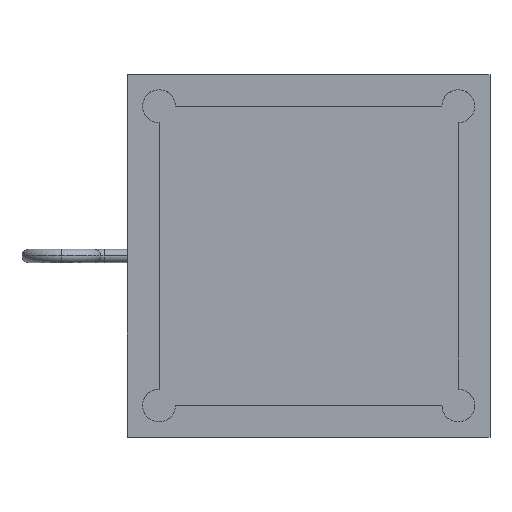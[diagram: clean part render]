
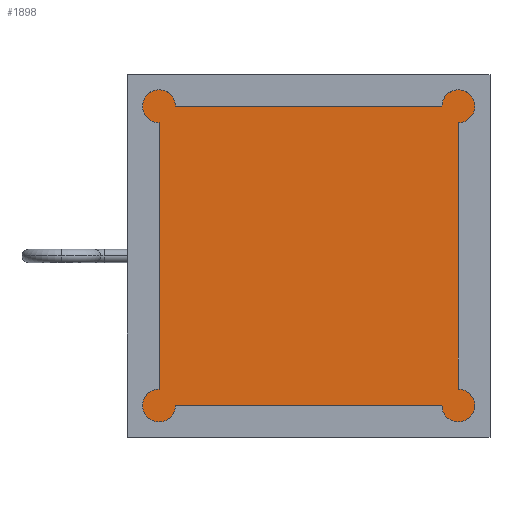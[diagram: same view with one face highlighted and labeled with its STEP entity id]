
A CAD part, top view. The second image highlights one B-rep face of the part: STEP entity #1898.
In plain terms, the highlighted planar face has unit normal (0, 0, 1).
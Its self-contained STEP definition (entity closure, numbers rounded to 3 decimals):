
#68 = CARTESIAN_POINT ( 'NONE',  ( 22.7, 22.7, 12. ) ) ;
#104 = ORIENTED_EDGE ( 'NONE', *, *, #4154, .T. ) ;
#120 = DIRECTION ( 'NONE',  ( 1., 0., 0. ) ) ;
#123 = AXIS2_PLACEMENT_3D ( 'NONE', #5993, #3195, #5287 ) ;
#150 = EDGE_CURVE ( 'NONE', #5056, #6989, #1981, .T. ) ;
#178 = DIRECTION ( 'NONE',  ( 1., 0., 0. ) ) ;
#240 = VERTEX_POINT ( 'NONE', #5527 ) ;
#299 = LINE ( 'NONE', #4782, #2930 ) ;
#312 = VERTEX_POINT ( 'NONE', #5745 ) ;
#336 = DIRECTION ( 'NONE',  ( 1., 0., 0. ) ) ;
#417 = EDGE_CURVE ( 'NONE', #312, #6206, #4826, .T. ) ;
#422 = EDGE_CURVE ( 'NONE', #312, #240, #3889, .T. ) ;
#448 = CARTESIAN_POINT ( 'NONE',  ( 25.2, -22.7, 12. ) ) ;
#628 = DIRECTION ( 'NONE',  ( 0., 0., 1. ) ) ;
#714 = ORIENTED_EDGE ( 'NONE', *, *, #3382, .F. ) ;
#747 = DIRECTION ( 'NONE',  ( 0., 0., 1. ) ) ;
#761 = CARTESIAN_POINT ( 'NONE',  ( 0., -22.7, 12. ) ) ;
#789 = CARTESIAN_POINT ( 'NONE',  ( 25.2, 22.7, 12. ) ) ;
#862 = CARTESIAN_POINT ( 'NONE',  ( 22.7, -20.2, 12. ) ) ;
#1062 = FACE_OUTER_BOUND ( 'NONE', #6858, .T. ) ;
#1099 = DIRECTION ( 'NONE',  ( 1., 0., 0. ) ) ;
#1154 = VERTEX_POINT ( 'NONE', #7265 ) ;
#1181 = CIRCLE ( 'NONE', #5416, 2.5 ) ;
#1390 = AXIS2_PLACEMENT_3D ( 'NONE', #4994, #1683, #6145 ) ;
#1637 = VECTOR ( 'NONE', #3890, 1000. ) ;
#1683 = DIRECTION ( 'NONE',  ( 0., 0., 1. ) ) ;
#1688 = CARTESIAN_POINT ( 'NONE',  ( 20.2, 22.7, 12. ) ) ;
#1898 = ADVANCED_FACE ( 'NONE', ( #1062 ), #5032, .T. ) ;
#1981 = CIRCLE ( 'NONE', #6472, 2.5 ) ;
#2013 = VECTOR ( 'NONE', #4101, 1000. ) ;
#2212 = EDGE_CURVE ( 'NONE', #240, #5056, #2891, .T. ) ;
#2276 = DIRECTION ( 'NONE',  ( 0., 0., 1. ) ) ;
#2449 = CARTESIAN_POINT ( 'NONE',  ( 22.7, 22.7, 12. ) ) ;
#2769 = ORIENTED_EDGE ( 'NONE', *, *, #417, .F. ) ;
#2891 = LINE ( 'NONE', #761, #2013 ) ;
#2892 = DIRECTION ( 'NONE',  ( 0., 0., 1. ) ) ;
#2930 = VECTOR ( 'NONE', #336, 1000. ) ;
#2974 = EDGE_CURVE ( 'NONE', #6989, #6188, #6923, .T. ) ;
#3049 = CIRCLE ( 'NONE', #4354, 2.5 ) ;
#3073 = ORIENTED_EDGE ( 'NONE', *, *, #5136, .T. ) ;
#3137 = CARTESIAN_POINT ( 'NONE',  ( -22.7, 20.2, 12. ) ) ;
#3195 = DIRECTION ( 'NONE',  ( 0., 0., 1. ) ) ;
#3305 = CARTESIAN_POINT ( 'NONE',  ( 0., 0., 12. ) ) ;
#3382 = EDGE_CURVE ( 'NONE', #1154, #4358, #299, .T. ) ;
#3393 = CARTESIAN_POINT ( 'NONE',  ( 22.7, -22.7, 12. ) ) ;
#3439 = ORIENTED_EDGE ( 'NONE', *, *, #422, .T. ) ;
#3440 = ORIENTED_EDGE ( 'NONE', *, *, #2212, .T. ) ;
#3477 = CARTESIAN_POINT ( 'NONE',  ( 22.7, 20.2, 12. ) ) ;
#3534 = VECTOR ( 'NONE', #4902, 1000. ) ;
#3851 = ORIENTED_EDGE ( 'NONE', *, *, #2974, .T. ) ;
#3889 = CIRCLE ( 'NONE', #1390, 2.5 ) ;
#3890 = DIRECTION ( 'NONE',  ( 0., 1., 0. ) ) ;
#3945 = DIRECTION ( 'NONE',  ( 0., 0., 1. ) ) ;
#4101 = DIRECTION ( 'NONE',  ( 1., 0., 0. ) ) ;
#4154 = EDGE_CURVE ( 'NONE', #1154, #6206, #5766, .T. ) ;
#4224 = AXIS2_PLACEMENT_3D ( 'NONE', #4423, #747, #120 ) ;
#4237 = AXIS2_PLACEMENT_3D ( 'NONE', #3305, #2276, #1099 ) ;
#4312 = LINE ( 'NONE', #7034, #3534 ) ;
#4354 = AXIS2_PLACEMENT_3D ( 'NONE', #68, #2892, #6840 ) ;
#4358 = VERTEX_POINT ( 'NONE', #1688 ) ;
#4423 = CARTESIAN_POINT ( 'NONE',  ( 22.7, -22.7, 12. ) ) ;
#4464 = ORIENTED_EDGE ( 'NONE', *, *, #4820, .T. ) ;
#4656 = CARTESIAN_POINT ( 'NONE',  ( 20.2, -22.7, 12. ) ) ;
#4782 = CARTESIAN_POINT ( 'NONE',  ( 0., 22.7, 12. ) ) ;
#4820 = EDGE_CURVE ( 'NONE', #6188, #6738, #4312, .T. ) ;
#4826 = LINE ( 'NONE', #6289, #1637 ) ;
#4902 = DIRECTION ( 'NONE',  ( 0., 1., 0. ) ) ;
#4994 = CARTESIAN_POINT ( 'NONE',  ( -22.7, -22.7, 12. ) ) ;
#5032 = PLANE ( 'NONE',  #4237 ) ;
#5045 = EDGE_CURVE ( 'NONE', #6738, #6410, #1181, .T. ) ;
#5056 = VERTEX_POINT ( 'NONE', #4656 ) ;
#5136 = EDGE_CURVE ( 'NONE', #6410, #4358, #3049, .T. ) ;
#5287 = DIRECTION ( 'NONE',  ( 1., 0., 0. ) ) ;
#5416 = AXIS2_PLACEMENT_3D ( 'NONE', #2449, #628, #178 ) ;
#5476 = ORIENTED_EDGE ( 'NONE', *, *, #5045, .T. ) ;
#5527 = CARTESIAN_POINT ( 'NONE',  ( -20.2, -22.7, 12. ) ) ;
#5745 = CARTESIAN_POINT ( 'NONE',  ( -22.7, -20.2, 12. ) ) ;
#5766 = CIRCLE ( 'NONE', #123, 2.5 ) ;
#5993 = CARTESIAN_POINT ( 'NONE',  ( -22.7, 22.7, 12. ) ) ;
#6145 = DIRECTION ( 'NONE',  ( 1., 0., 0. ) ) ;
#6163 = DIRECTION ( 'NONE',  ( 1., 0., 0. ) ) ;
#6188 = VERTEX_POINT ( 'NONE', #862 ) ;
#6206 = VERTEX_POINT ( 'NONE', #3137 ) ;
#6289 = CARTESIAN_POINT ( 'NONE',  ( -22.7, 0., 12. ) ) ;
#6410 = VERTEX_POINT ( 'NONE', #789 ) ;
#6472 = AXIS2_PLACEMENT_3D ( 'NONE', #3393, #3945, #6163 ) ;
#6738 = VERTEX_POINT ( 'NONE', #3477 ) ;
#6789 = ORIENTED_EDGE ( 'NONE', *, *, #150, .T. ) ;
#6840 = DIRECTION ( 'NONE',  ( 1., 0., 0. ) ) ;
#6858 = EDGE_LOOP ( 'NONE', ( #3439, #3440, #6789, #3851, #4464, #5476, #3073, #714, #104, #2769 ) ) ;
#6923 = CIRCLE ( 'NONE', #4224, 2.5 ) ;
#6989 = VERTEX_POINT ( 'NONE', #448 ) ;
#7034 = CARTESIAN_POINT ( 'NONE',  ( 22.7, 0., 12. ) ) ;
#7265 = CARTESIAN_POINT ( 'NONE',  ( -20.2, 22.7, 12. ) ) ;
